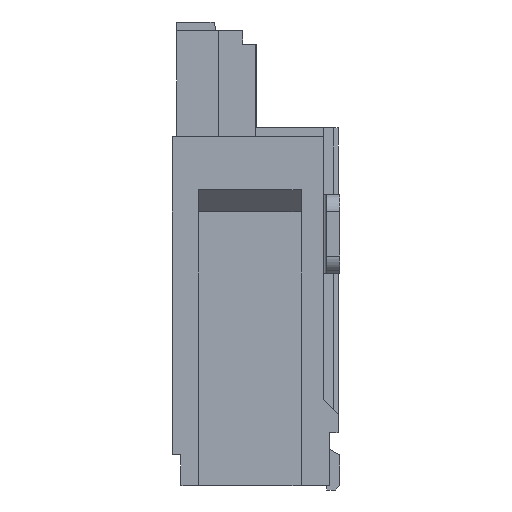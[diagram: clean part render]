
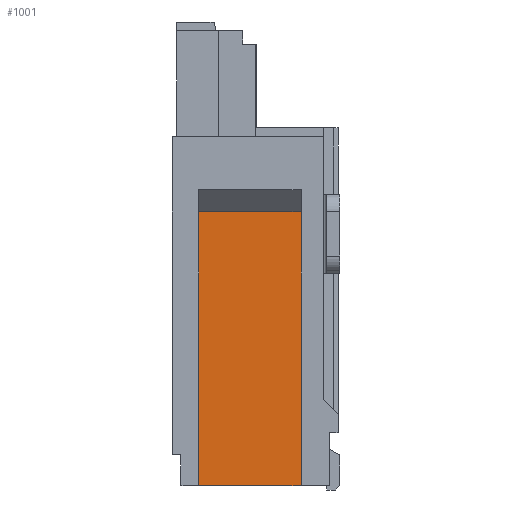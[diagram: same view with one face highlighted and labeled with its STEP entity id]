
A CAD part, left-side view. The second image highlights one B-rep face of the part: STEP entity #1001.
In plain terms, the highlighted planar face has unit normal (-1, 0, 0).
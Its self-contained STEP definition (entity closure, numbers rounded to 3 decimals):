
#1001=ADVANCED_FACE('',(#2909),#2910,.F.);
#2909=FACE_OUTER_BOUND('',#4873,.T.);
#2910=PLANE('',#4874);
#4873=EDGE_LOOP('',(#12891,#12892,#12893,#12894));
#4874=AXIS2_PLACEMENT_3D('',#12895,#12896,#12897);
#12891=ORIENTED_EDGE('',*,*,#16094,.F.);
#12892=ORIENTED_EDGE('',*,*,#16093,.T.);
#12893=ORIENTED_EDGE('',*,*,#16095,.T.);
#12894=ORIENTED_EDGE('',*,*,#16096,.T.);
#12895=CARTESIAN_POINT('',(-5.6,1.58,-4.05));
#12896=DIRECTION('',(1.0,0.0,0.0));
#12897=DIRECTION('',(0.0,1.0,0.0));
#16093=EDGE_CURVE('',#20641,#20644,#20646,.T.);
#16094=EDGE_CURVE('',#20641,#20647,#20648,.T.);
#16095=EDGE_CURVE('',#20644,#20649,#20650,.T.);
#16096=EDGE_CURVE('',#20649,#20647,#20651,.T.);
#20641=VERTEX_POINT('',#27496);
#20644=VERTEX_POINT('',#27501);
#20646=LINE('',#27504,#27505);
#20647=VERTEX_POINT('',#27506);
#20648=LINE('',#27507,#27508);
#20649=VERTEX_POINT('',#27509);
#20650=LINE('',#27510,#27511);
#20651=LINE('',#27512,#27513);
#27496=CARTESIAN_POINT('',(-5.6,1.58,-4.05));
#27501=CARTESIAN_POINT('',(-5.6,0.42,-4.05));
#27504=CARTESIAN_POINT('',(-5.6,1.58,-4.05));
#27505=VECTOR('',#30877,1.16);
#27506=CARTESIAN_POINT('',(-5.6,1.58,-0.95));
#27507=CARTESIAN_POINT('',(-5.6,1.58,-4.05));
#27508=VECTOR('',#30878,3.1);
#27509=CARTESIAN_POINT('',(-5.6,0.42,-0.95));
#27510=CARTESIAN_POINT('',(-5.6,0.42,-4.05));
#27511=VECTOR('',#30879,3.1);
#27512=CARTESIAN_POINT('',(-5.6,0.42,-0.95));
#27513=VECTOR('',#30880,1.16);
#30877=DIRECTION('',(0.0,-1.0,0.0));
#30878=DIRECTION('',(0.0,0.0,1.0));
#30879=DIRECTION('',(0.0,0.0,1.0));
#30880=DIRECTION('',(0.0,1.0,0.0));
